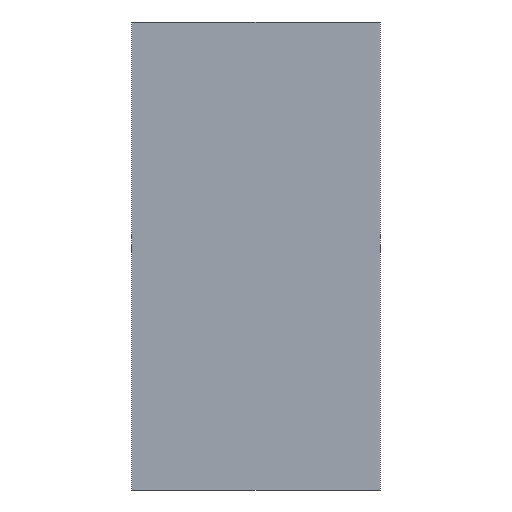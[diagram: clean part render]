
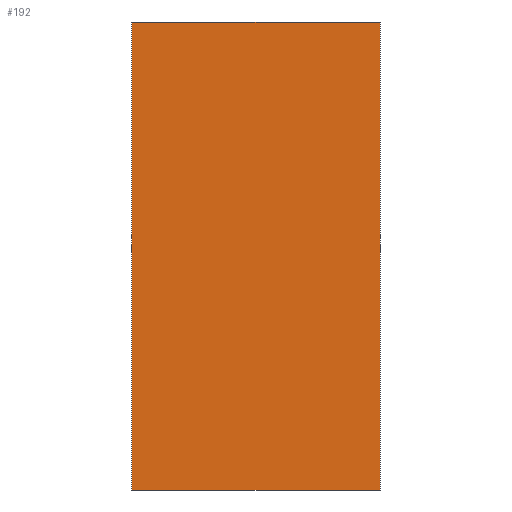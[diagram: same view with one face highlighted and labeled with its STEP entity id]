
A CAD part, front view. The second image highlights one B-rep face of the part: STEP entity #192.
In plain terms, the highlighted planar face has unit normal (0, -1, 0).
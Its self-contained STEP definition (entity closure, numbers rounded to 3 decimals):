
#21 = EDGE_CURVE('',#22,#24,#26,.T.);
#22 = VERTEX_POINT('',#23);
#23 = CARTESIAN_POINT('',(423.5,325.2,46.1));
#24 = VERTEX_POINT('',#25);
#25 = CARTESIAN_POINT('',(412.1,325.2,46.1));
#26 = SURFACE_CURVE('',#27,(#30,#41),.PCURVE_S1.);
#27 = B_SPLINE_CURVE_WITH_KNOTS('',1,(#28,#29),.UNSPECIFIED.,.F.,.F.,(2,
    2),(0.,11.4),.PIECEWISE_BEZIER_KNOTS.);
#28 = CARTESIAN_POINT('',(423.5,325.2,46.1));
#29 = CARTESIAN_POINT('',(412.1,325.2,46.1));
#30 = PCURVE('',#31,#36);
#31 = PLANE('',#32);
#32 = AXIS2_PLACEMENT_3D('',#33,#34,#35);
#33 = CARTESIAN_POINT('',(410.84,324.5,46.1));
#34 = DIRECTION('',(0.,0.,1.));
#35 = DIRECTION('',(0.,-1.,0.));
#36 = DEFINITIONAL_REPRESENTATION('',(#37),#40);
#37 = B_SPLINE_CURVE_WITH_KNOTS('',1,(#38,#39),.UNSPECIFIED.,.F.,.F.,(2,
    2),(0.,11.4),.PIECEWISE_BEZIER_KNOTS.);
#38 = CARTESIAN_POINT('',(-0.7,12.66));
#39 = CARTESIAN_POINT('',(-0.7,1.26));
#40 = ( GEOMETRIC_REPRESENTATION_CONTEXT(2) 
PARAMETRIC_REPRESENTATION_CONTEXT() REPRESENTATION_CONTEXT('2D SPACE',''
  ) );
#41 = PCURVE('',#42,#47);
#42 = PLANE('',#43);
#43 = AXIS2_PLACEMENT_3D('',#44,#45,#46);
#44 = CARTESIAN_POINT('',(424.76,325.2,48.37));
#45 = DIRECTION('',(0.,-1.,0.));
#46 = DIRECTION('',(-1.,0.,0.));
#47 = DEFINITIONAL_REPRESENTATION('',(#48),#51);
#48 = B_SPLINE_CURVE_WITH_KNOTS('',1,(#49,#50),.UNSPECIFIED.,.F.,.F.,(2,
    2),(0.,11.4),.PIECEWISE_BEZIER_KNOTS.);
#49 = CARTESIAN_POINT('',(1.26,2.27));
#50 = CARTESIAN_POINT('',(12.66,2.27));
#51 = ( GEOMETRIC_REPRESENTATION_CONTEXT(2) 
PARAMETRIC_REPRESENTATION_CONTEXT() REPRESENTATION_CONTEXT('2D SPACE',''
  ) );
#67 = PLANE('',#68);
#68 = AXIS2_PLACEMENT_3D('',#69,#70,#71);
#69 = CARTESIAN_POINT('',(423.5,331.7,48.37));
#70 = DIRECTION('',(1.,0.,0.));
#71 = DIRECTION('',(0.,1.,0.));
#115 = PLANE('',#116);
#116 = AXIS2_PLACEMENT_3D('',#117,#118,#119);
#117 = CARTESIAN_POINT('',(412.1,324.5,48.37));
#118 = DIRECTION('',(-1.,0.,0.));
#119 = DIRECTION('',(0.,-1.,0.));
#151 = VERTEX_POINT('',#152);
#152 = CARTESIAN_POINT('',(412.1,325.2,24.6));
#164 = PLANE('',#165);
#165 = AXIS2_PLACEMENT_3D('',#166,#167,#168);
#166 = CARTESIAN_POINT('',(410.84,324.5,24.6));
#167 = DIRECTION('',(0.,0.,-1.));
#168 = DIRECTION('',(0.,1.,0.));
#175 = EDGE_CURVE('',#151,#24,#176,.T.);
#176 = SURFACE_CURVE('',#177,(#180,#186),.PCURVE_S1.);
#177 = B_SPLINE_CURVE_WITH_KNOTS('',1,(#178,#179),.UNSPECIFIED.,.F.,.F.,
  (2,2),(-21.5,0.),.PIECEWISE_BEZIER_KNOTS.);
#178 = CARTESIAN_POINT('',(412.1,325.2,24.6));
#179 = CARTESIAN_POINT('',(412.1,325.2,46.1));
#180 = PCURVE('',#115,#181);
#181 = DEFINITIONAL_REPRESENTATION('',(#182),#185);
#182 = B_SPLINE_CURVE_WITH_KNOTS('',1,(#183,#184),.UNSPECIFIED.,.F.,.F.,
  (2,2),(-21.5,0.),.PIECEWISE_BEZIER_KNOTS.);
#183 = CARTESIAN_POINT('',(-0.7,-23.77));
#184 = CARTESIAN_POINT('',(-0.7,-2.27));
#185 = ( GEOMETRIC_REPRESENTATION_CONTEXT(2) 
PARAMETRIC_REPRESENTATION_CONTEXT() REPRESENTATION_CONTEXT('2D SPACE',''
  ) );
#186 = PCURVE('',#42,#187);
#187 = DEFINITIONAL_REPRESENTATION('',(#188),#191);
#188 = B_SPLINE_CURVE_WITH_KNOTS('',1,(#189,#190),.UNSPECIFIED.,.F.,.F.,
  (2,2),(-21.5,0.),.PIECEWISE_BEZIER_KNOTS.);
#189 = CARTESIAN_POINT('',(12.66,23.77));
#190 = CARTESIAN_POINT('',(12.66,2.27));
#191 = ( GEOMETRIC_REPRESENTATION_CONTEXT(2) 
PARAMETRIC_REPRESENTATION_CONTEXT() REPRESENTATION_CONTEXT('2D SPACE',''
  ) );
#192 = ADVANCED_FACE('',(#193),#42,.T.);
#193 = FACE_BOUND('',#194,.T.);
#194 = EDGE_LOOP('',(#195,#196,#197,#217));
#195 = ORIENTED_EDGE('',*,*,#21,.T.);
#196 = ORIENTED_EDGE('',*,*,#175,.F.);
#197 = ORIENTED_EDGE('',*,*,#198,.T.);
#198 = EDGE_CURVE('',#151,#199,#201,.T.);
#199 = VERTEX_POINT('',#200);
#200 = CARTESIAN_POINT('',(423.5,325.2,24.6));
#201 = SURFACE_CURVE('',#202,(#205,#211),.PCURVE_S1.);
#202 = B_SPLINE_CURVE_WITH_KNOTS('',1,(#203,#204),.UNSPECIFIED.,.F.,.F.,
  (2,2),(-11.4,0.),.PIECEWISE_BEZIER_KNOTS.);
#203 = CARTESIAN_POINT('',(412.1,325.2,24.6));
#204 = CARTESIAN_POINT('',(423.5,325.2,24.6));
#205 = PCURVE('',#42,#206);
#206 = DEFINITIONAL_REPRESENTATION('',(#207),#210);
#207 = B_SPLINE_CURVE_WITH_KNOTS('',1,(#208,#209),.UNSPECIFIED.,.F.,.F.,
  (2,2),(-11.4,0.),.PIECEWISE_BEZIER_KNOTS.);
#208 = CARTESIAN_POINT('',(12.66,23.77));
#209 = CARTESIAN_POINT('',(1.26,23.77));
#210 = ( GEOMETRIC_REPRESENTATION_CONTEXT(2) 
PARAMETRIC_REPRESENTATION_CONTEXT() REPRESENTATION_CONTEXT('2D SPACE',''
  ) );
#211 = PCURVE('',#164,#212);
#212 = DEFINITIONAL_REPRESENTATION('',(#213),#216);
#213 = B_SPLINE_CURVE_WITH_KNOTS('',1,(#214,#215),.UNSPECIFIED.,.F.,.F.,
  (2,2),(-11.4,0.),.PIECEWISE_BEZIER_KNOTS.);
#214 = CARTESIAN_POINT('',(0.7,1.26));
#215 = CARTESIAN_POINT('',(0.7,12.66));
#216 = ( GEOMETRIC_REPRESENTATION_CONTEXT(2) 
PARAMETRIC_REPRESENTATION_CONTEXT() REPRESENTATION_CONTEXT('2D SPACE',''
  ) );
#217 = ORIENTED_EDGE('',*,*,#218,.T.);
#218 = EDGE_CURVE('',#199,#22,#219,.T.);
#219 = SURFACE_CURVE('',#220,(#223,#229),.PCURVE_S1.);
#220 = B_SPLINE_CURVE_WITH_KNOTS('',1,(#221,#222),.UNSPECIFIED.,.F.,.F.,
  (2,2),(-21.5,0.),.PIECEWISE_BEZIER_KNOTS.);
#221 = CARTESIAN_POINT('',(423.5,325.2,24.6));
#222 = CARTESIAN_POINT('',(423.5,325.2,46.1));
#223 = PCURVE('',#42,#224);
#224 = DEFINITIONAL_REPRESENTATION('',(#225),#228);
#225 = B_SPLINE_CURVE_WITH_KNOTS('',1,(#226,#227),.UNSPECIFIED.,.F.,.F.,
  (2,2),(-21.5,0.),.PIECEWISE_BEZIER_KNOTS.);
#226 = CARTESIAN_POINT('',(1.26,23.77));
#227 = CARTESIAN_POINT('',(1.26,2.27));
#228 = ( GEOMETRIC_REPRESENTATION_CONTEXT(2) 
PARAMETRIC_REPRESENTATION_CONTEXT() REPRESENTATION_CONTEXT('2D SPACE',''
  ) );
#229 = PCURVE('',#67,#230);
#230 = DEFINITIONAL_REPRESENTATION('',(#231),#234);
#231 = B_SPLINE_CURVE_WITH_KNOTS('',1,(#232,#233),.UNSPECIFIED.,.F.,.F.,
  (2,2),(-21.5,0.),.PIECEWISE_BEZIER_KNOTS.);
#232 = CARTESIAN_POINT('',(-6.5,-23.77));
#233 = CARTESIAN_POINT('',(-6.5,-2.27));
#234 = ( GEOMETRIC_REPRESENTATION_CONTEXT(2) 
PARAMETRIC_REPRESENTATION_CONTEXT() REPRESENTATION_CONTEXT('2D SPACE',''
  ) );
